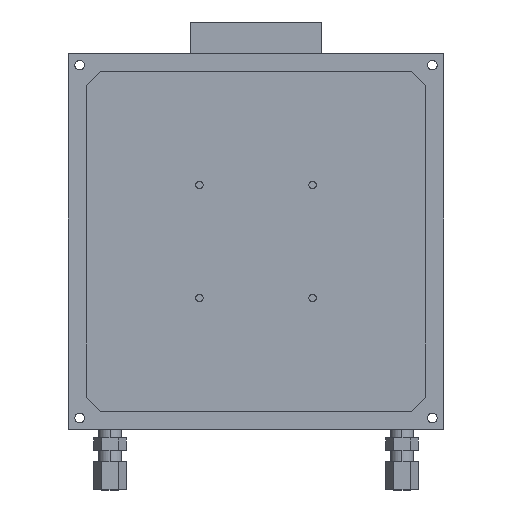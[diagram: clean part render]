
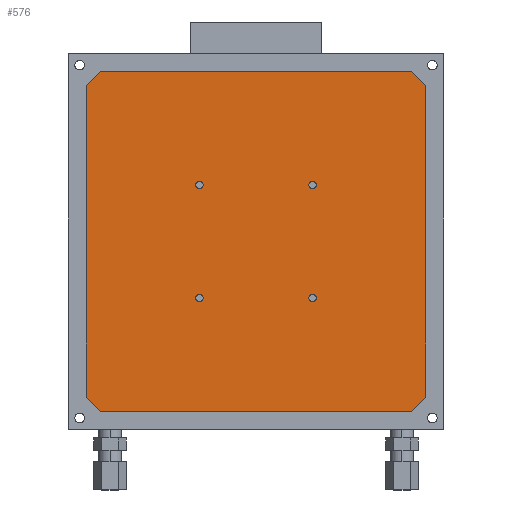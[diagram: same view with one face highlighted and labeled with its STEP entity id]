
A CAD part, top view. The second image highlights one B-rep face of the part: STEP entity #576.
In plain terms, the highlighted planar face has unit normal (0, 0, 1).
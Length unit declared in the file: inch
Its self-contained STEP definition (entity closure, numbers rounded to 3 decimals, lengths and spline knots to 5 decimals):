
#10 = EDGE_LOOP ( 'NONE', ( #599, #434 ) ) ;
#17 = FACE_BOUND ( 'NONE', #10, .T. ) ;
#61 = VERTEX_POINT ( 'NONE', #2703 ) ;
#62 = CARTESIAN_POINT ( 'NONE',  ( 19.35481, 8.23198, 1.433 ) ) ;
#119 = VECTOR ( 'NONE', #1274, 39.37008 ) ;
#144 = EDGE_CURVE ( 'NONE', #1666, #1743, #748, .T. ) ;
#149 = EDGE_CURVE ( 'NONE', #2714, #2363, #1997, .T. ) ;
#196 = CIRCLE ( 'NONE', #723, 0.065 ) ;
#200 = CARTESIAN_POINT ( 'NONE',  ( 19.35481, 2.23198, 1.433 ) ) ;
#204 = CARTESIAN_POINT ( 'NONE',  ( 24.85481, 2.23198, 1.433 ) ) ;
#225 = CIRCLE ( 'NONE', #2330, 0.065 ) ;
#244 = CARTESIAN_POINT ( 'NONE',  ( 23.03981, 6.23198, 1.433 ) ) ;
#390 = DIRECTION ( 'NONE',  ( 1., 0., 0. ) ) ;
#391 = VERTEX_POINT ( 'NONE', #2883 ) ;
#406 = CARTESIAN_POINT ( 'NONE',  ( 19.10481, 7.98198, 1.433 ) ) ;
#409 = CARTESIAN_POINT ( 'NONE',  ( 21.10481, 4.23198, 1.433 ) ) ;
#418 = VERTEX_POINT ( 'NONE', #1466 ) ;
#426 = VECTOR ( 'NONE', #1102, 39.37008 ) ;
#434 = ORIENTED_EDGE ( 'NONE', *, *, #1674, .F. ) ;
#439 = EDGE_CURVE ( 'NONE', #418, #1650, #2316, .T. ) ;
#468 = CARTESIAN_POINT ( 'NONE',  ( 24.85481, 2.23198, 1.433 ) ) ;
#480 = EDGE_CURVE ( 'NONE', #1428, #2714, #2729, .T. ) ;
#489 = DIRECTION ( 'NONE',  ( 0.707, -0.707, 0. ) ) ;
#508 = ORIENTED_EDGE ( 'NONE', *, *, #2377, .F. ) ;
#537 = DIRECTION ( 'NONE',  ( 0.707, 0.707, 0. ) ) ;
#557 = CARTESIAN_POINT ( 'NONE',  ( 21.16981, 6.23198, 1.433 ) ) ;
#576 = ADVANCED_FACE ( 'NONE', ( #636, #17, #2032, #1883, #2415 ), #2231, .F. ) ;
#595 = CARTESIAN_POINT ( 'NONE',  ( 19.10481, 2.48198, 1.433 ) ) ;
#599 = ORIENTED_EDGE ( 'NONE', *, *, #2255, .F. ) ;
#636 = FACE_OUTER_BOUND ( 'NONE', #2826, .T. ) ;
#658 = CIRCLE ( 'NONE', #1495, 0.065 ) ;
#662 = LINE ( 'NONE', #2663, #119 ) ;
#674 = ORIENTED_EDGE ( 'NONE', *, *, #1933, .F. ) ;
#677 = EDGE_CURVE ( 'NONE', #391, #1428, #1587, .T. ) ;
#695 = CARTESIAN_POINT ( 'NONE',  ( 19.35481, 8.23198, 1.433 ) ) ;
#696 = VERTEX_POINT ( 'NONE', #595 ) ;
#719 = EDGE_LOOP ( 'NONE', ( #919, #1567 ) ) ;
#723 = AXIS2_PLACEMENT_3D ( 'NONE', #2462, #1079, #2708 ) ;
#744 = ORIENTED_EDGE ( 'NONE', *, *, #1402, .F. ) ;
#747 = ORIENTED_EDGE ( 'NONE', *, *, #439, .F. ) ;
#748 = CIRCLE ( 'NONE', #2345, 0.065 ) ;
#769 = EDGE_CURVE ( 'NONE', #2363, #696, #662, .T. ) ;
#772 = CIRCLE ( 'NONE', #2805, 0.065 ) ;
#794 = CARTESIAN_POINT ( 'NONE',  ( 21.03981, 6.23198, 1.433 ) ) ;
#806 = CIRCLE ( 'NONE', #1528, 0.065 ) ;
#891 = DIRECTION ( 'NONE',  ( -1., 0., 0. ) ) ;
#912 = DIRECTION ( 'NONE',  ( 0., 0., -1. ) ) ;
#919 = ORIENTED_EDGE ( 'NONE', *, *, #2327, .F. ) ;
#943 = VECTOR ( 'NONE', #1601, 39.37008 ) ;
#969 = CARTESIAN_POINT ( 'NONE',  ( 25.10481, 7.98198, 1.433 ) ) ;
#1006 = AXIS2_PLACEMENT_3D ( 'NONE', #1127, #1154, #1167 ) ;
#1010 = LINE ( 'NONE', #969, #2870 ) ;
#1033 = DIRECTION ( 'NONE',  ( -1., 0., 0. ) ) ;
#1076 = LINE ( 'NONE', #1279, #2860 ) ;
#1079 = DIRECTION ( 'NONE',  ( 0., 0., 1. ) ) ;
#1102 = DIRECTION ( 'NONE',  ( 0., -1., 0. ) ) ;
#1107 = ORIENTED_EDGE ( 'NONE', *, *, #2945, .F. ) ;
#1127 = CARTESIAN_POINT ( 'NONE',  ( 23.10481, 6.23198, 1.433 ) ) ;
#1139 = DIRECTION ( 'NONE',  ( 0., 0., 1. ) ) ;
#1149 = CARTESIAN_POINT ( 'NONE',  ( 23.10481, 4.23198, 1.433 ) ) ;
#1154 = DIRECTION ( 'NONE',  ( 0., 0., 1. ) ) ;
#1167 = DIRECTION ( 'NONE',  ( -1., 0., 0. ) ) ;
#1214 = VERTEX_POINT ( 'NONE', #2664 ) ;
#1274 = DIRECTION ( 'NONE',  ( -0.707, 0.707, 0. ) ) ;
#1279 = CARTESIAN_POINT ( 'NONE',  ( 24.85481, 8.23198, 1.433 ) ) ;
#1308 = VERTEX_POINT ( 'NONE', #2222 ) ;
#1314 = ORIENTED_EDGE ( 'NONE', *, *, #2604, .F. ) ;
#1402 = EDGE_CURVE ( 'NONE', #696, #418, #2601, .T. ) ;
#1428 = VERTEX_POINT ( 'NONE', #2033 ) ;
#1455 = ORIENTED_EDGE ( 'NONE', *, *, #149, .F. ) ;
#1466 = CARTESIAN_POINT ( 'NONE',  ( 19.10481, 7.98198, 1.433 ) ) ;
#1495 = AXIS2_PLACEMENT_3D ( 'NONE', #3016, #2975, #2187 ) ;
#1528 = AXIS2_PLACEMENT_3D ( 'NONE', #409, #1139, #2968 ) ;
#1567 = ORIENTED_EDGE ( 'NONE', *, *, #1614, .F. ) ;
#1587 = LINE ( 'NONE', #1796, #426 ) ;
#1591 = ORIENTED_EDGE ( 'NONE', *, *, #480, .F. ) ;
#1601 = DIRECTION ( 'NONE',  ( -0.707, -0.707, 0. ) ) ;
#1603 = AXIS2_PLACEMENT_3D ( 'NONE', #1756, #912, #891 ) ;
#1614 = EDGE_CURVE ( 'NONE', #61, #1308, #225, .T. ) ;
#1650 = VERTEX_POINT ( 'NONE', #695 ) ;
#1666 = VERTEX_POINT ( 'NONE', #244 ) ;
#1674 = EDGE_CURVE ( 'NONE', #1214, #2723, #772, .T. ) ;
#1734 = DIRECTION ( 'NONE',  ( 0., 0., 1. ) ) ;
#1743 = VERTEX_POINT ( 'NONE', #2542 ) ;
#1756 = CARTESIAN_POINT ( 'NONE',  ( 22.10481, 5.23198, 1.433 ) ) ;
#1796 = CARTESIAN_POINT ( 'NONE',  ( 25.10481, 2.48198, 1.433 ) ) ;
#1854 = VERTEX_POINT ( 'NONE', #557 ) ;
#1875 = EDGE_CURVE ( 'NONE', #1979, #1854, #658, .T. ) ;
#1883 = FACE_BOUND ( 'NONE', #2961, .T. ) ;
#1885 = VERTEX_POINT ( 'NONE', #2511 ) ;
#1933 = EDGE_CURVE ( 'NONE', #1650, #1885, #1076, .T. ) ;
#1979 = VERTEX_POINT ( 'NONE', #794 ) ;
#1980 = VECTOR ( 'NONE', #2328, 39.37008 ) ;
#1997 = LINE ( 'NONE', #2649, #2545 ) ;
#2032 = FACE_BOUND ( 'NONE', #719, .T. ) ;
#2033 = CARTESIAN_POINT ( 'NONE',  ( 25.10481, 2.48198, 1.433 ) ) ;
#2075 = ORIENTED_EDGE ( 'NONE', *, *, #769, .F. ) ;
#2187 = DIRECTION ( 'NONE',  ( -1., 0., 0. ) ) ;
#2193 = DIRECTION ( 'NONE',  ( -1., 0., 0. ) ) ;
#2222 = CARTESIAN_POINT ( 'NONE',  ( 23.03981, 4.23198, 1.433 ) ) ;
#2231 = PLANE ( 'NONE',  #1603 ) ;
#2255 = EDGE_CURVE ( 'NONE', #2723, #1214, #806, .T. ) ;
#2300 = CIRCLE ( 'NONE', #1006, 0.065 ) ;
#2316 = LINE ( 'NONE', #62, #2871 ) ;
#2327 = EDGE_CURVE ( 'NONE', #1308, #61, #2594, .T. ) ;
#2328 = DIRECTION ( 'NONE',  ( 0., 1., 0. ) ) ;
#2330 = AXIS2_PLACEMENT_3D ( 'NONE', #1149, #2737, #2963 ) ;
#2345 = AXIS2_PLACEMENT_3D ( 'NONE', #2428, #1734, #2193 ) ;
#2363 = VERTEX_POINT ( 'NONE', #200 ) ;
#2377 = EDGE_CURVE ( 'NONE', #1743, #1666, #2300, .T. ) ;
#2415 = FACE_BOUND ( 'NONE', #2579, .T. ) ;
#2428 = CARTESIAN_POINT ( 'NONE',  ( 23.10481, 6.23198, 1.433 ) ) ;
#2462 = CARTESIAN_POINT ( 'NONE',  ( 21.10481, 6.23198, 1.433 ) ) ;
#2511 = CARTESIAN_POINT ( 'NONE',  ( 24.85481, 8.23198, 1.433 ) ) ;
#2542 = CARTESIAN_POINT ( 'NONE',  ( 23.16981, 6.23198, 1.433 ) ) ;
#2545 = VECTOR ( 'NONE', #1033, 39.37008 ) ;
#2561 = DIRECTION ( 'NONE',  ( -1., 0., 0. ) ) ;
#2579 = EDGE_LOOP ( 'NONE', ( #2815, #508 ) ) ;
#2594 = CIRCLE ( 'NONE', #2619, 0.065 ) ;
#2601 = LINE ( 'NONE', #406, #1980 ) ;
#2604 = EDGE_CURVE ( 'NONE', #1885, #391, #1010, .T. ) ;
#2619 = AXIS2_PLACEMENT_3D ( 'NONE', #2772, #2996, #3003 ) ;
#2649 = CARTESIAN_POINT ( 'NONE',  ( 19.35481, 2.23198, 1.433 ) ) ;
#2663 = CARTESIAN_POINT ( 'NONE',  ( 19.10481, 2.48198, 1.433 ) ) ;
#2664 = CARTESIAN_POINT ( 'NONE',  ( 21.16981, 4.23198, 1.433 ) ) ;
#2703 = CARTESIAN_POINT ( 'NONE',  ( 23.16981, 4.23198, 1.433 ) ) ;
#2708 = DIRECTION ( 'NONE',  ( -1., 0., 0. ) ) ;
#2714 = VERTEX_POINT ( 'NONE', #468 ) ;
#2723 = VERTEX_POINT ( 'NONE', #2792 ) ;
#2729 = LINE ( 'NONE', #204, #943 ) ;
#2737 = DIRECTION ( 'NONE',  ( 0., 0., 1. ) ) ;
#2743 = ORIENTED_EDGE ( 'NONE', *, *, #1875, .F. ) ;
#2748 = DIRECTION ( 'NONE',  ( 0., 0., 1. ) ) ;
#2772 = CARTESIAN_POINT ( 'NONE',  ( 23.10481, 4.23198, 1.433 ) ) ;
#2792 = CARTESIAN_POINT ( 'NONE',  ( 21.03981, 4.23198, 1.433 ) ) ;
#2805 = AXIS2_PLACEMENT_3D ( 'NONE', #2813, #2748, #2561 ) ;
#2813 = CARTESIAN_POINT ( 'NONE',  ( 21.10481, 4.23198, 1.433 ) ) ;
#2815 = ORIENTED_EDGE ( 'NONE', *, *, #144, .F. ) ;
#2826 = EDGE_LOOP ( 'NONE', ( #747, #744, #2075, #1455, #1591, #2839, #1314, #674 ) ) ;
#2839 = ORIENTED_EDGE ( 'NONE', *, *, #677, .F. ) ;
#2860 = VECTOR ( 'NONE', #390, 39.37008 ) ;
#2870 = VECTOR ( 'NONE', #489, 39.37008 ) ;
#2871 = VECTOR ( 'NONE', #537, 39.37008 ) ;
#2883 = CARTESIAN_POINT ( 'NONE',  ( 25.10481, 7.98198, 1.433 ) ) ;
#2945 = EDGE_CURVE ( 'NONE', #1854, #1979, #196, .T. ) ;
#2961 = EDGE_LOOP ( 'NONE', ( #2743, #1107 ) ) ;
#2963 = DIRECTION ( 'NONE',  ( -1., 0., 0. ) ) ;
#2968 = DIRECTION ( 'NONE',  ( -1., 0., 0. ) ) ;
#2975 = DIRECTION ( 'NONE',  ( 0., 0., 1. ) ) ;
#2996 = DIRECTION ( 'NONE',  ( 0., 0., 1. ) ) ;
#3003 = DIRECTION ( 'NONE',  ( -1., 0., 0. ) ) ;
#3016 = CARTESIAN_POINT ( 'NONE',  ( 21.10481, 6.23198, 1.433 ) ) ;
